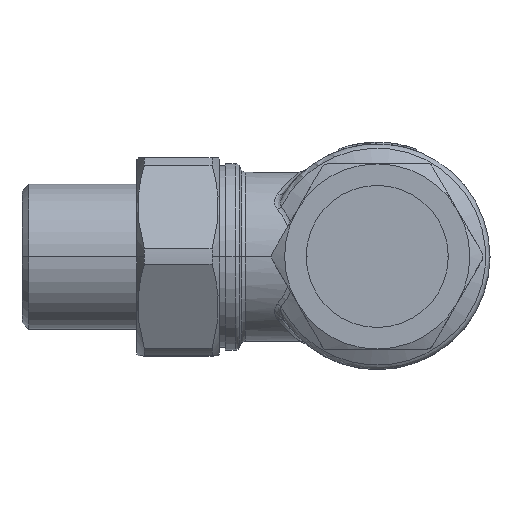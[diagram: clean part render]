
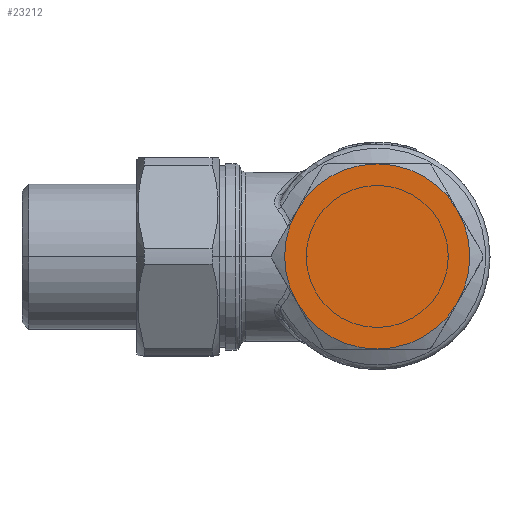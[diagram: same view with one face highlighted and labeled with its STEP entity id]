
A CAD part, top view. The second image highlights one B-rep face of the part: STEP entity #23212.
In plain terms, the highlighted planar face has unit normal (0, 0, 1).
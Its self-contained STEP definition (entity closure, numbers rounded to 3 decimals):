
#1618=CARTESIAN_POINT('',(0.,21.35,46.));
#1804=CARTESIAN_POINT('',(0.,-21.35,46.));
#1903=CARTESIAN_POINT('',(-18.49,-10.675,46.));
#1953=CARTESIAN_POINT('',(0.,0.,46.));
#1954=DIRECTION('',(0.,0.,1.));
#1955=DIRECTION('',(-0.866,0.5,0.));
#1956=AXIS2_PLACEMENT_3D('',#1953,#1954,#1955);
#1975=CARTESIAN_POINT('',(-18.49,10.675,46.));
#2066=CARTESIAN_POINT('',(0.,0.,46.));
#2067=DIRECTION('',(0.,0.,-1.));
#2068=DIRECTION('',(0.866,-0.5,0.));
#2069=AXIS2_PLACEMENT_3D('',#2066,#2067,#2068);
#2071=CARTESIAN_POINT('',(0.,0.,46.));
#2072=DIRECTION('',(0.,0.,-1.));
#2073=DIRECTION('',(0.,-1.,0.));
#2074=AXIS2_PLACEMENT_3D('',#2071,#2072,#2073);
#2076=CARTESIAN_POINT('',(0.,0.,46.));
#2077=DIRECTION('',(0.,0.,1.));
#2078=DIRECTION('',(0.,1.,0.));
#2079=AXIS2_PLACEMENT_3D('',#2076,#2077,#2078);
#2081=CARTESIAN_POINT('',(0.,0.,46.));
#2082=DIRECTION('',(0.,0.,1.));
#2083=DIRECTION('',(0.866,0.5,0.));
#2084=AXIS2_PLACEMENT_3D('',#2081,#2082,#2083);
#2096=CARTESIAN_POINT('',(0.,0.,46.));
#2097=DIRECTION('',(0.,0.,1.));
#2098=DIRECTION('',(0.866,-0.5,0.));
#2099=AXIS2_PLACEMENT_3D('',#2096,#2097,#2098);
#2113=CARTESIAN_POINT('',(18.49,10.675,46.));
#2165=CARTESIAN_POINT('',(18.49,-10.675,46.));
#17174=VERTEX_POINT('',#2165);
#17177=VERTEX_POINT('',#1804);
#17180=VERTEX_POINT('',#1903);
#17183=VERTEX_POINT('',#1975);
#17186=VERTEX_POINT('',#1618);
#17189=VERTEX_POINT('',#2113);
#23197=CARTESIAN_POINT('',(0.,0.,46.));
#23198=DIRECTION('',(0.,0.,1.));
#23199=DIRECTION('',(-1.,0.,0.));
#23200=AXIS2_PLACEMENT_3D('',#23197,#23198,#23199);
#23201=PLANE('',#23200);
#23203=ORIENTED_EDGE('',*,*,#23202,.F.);
#23205=ORIENTED_EDGE('',*,*,#23204,.T.);
#23206=ORIENTED_EDGE('',*,*,#22733,.T.);
#23207=ORIENTED_EDGE('',*,*,#22947,.F.);
#23208=ORIENTED_EDGE('',*,*,#23005,.F.);
#23209=ORIENTED_EDGE('',*,*,#21913,.F.);
#23210=EDGE_LOOP('',(#23203,#23205,#23206,#23207,#23208,#23209));
#23211=FACE_OUTER_BOUND('',#23210,.F.);
#1957=CIRCLE('',#1956,21.35);
#2070=CIRCLE('',#2069,21.35);
#2075=CIRCLE('',#2074,21.35);
#2080=CIRCLE('',#2079,21.35);
#2085=CIRCLE('',#2084,21.35);
#2100=CIRCLE('',#2099,21.35);
#21913=EDGE_CURVE('',#17189,#17186,#2085,.T.);
#22733=EDGE_CURVE('',#17177,#17180,#2075,.T.);
#22947=EDGE_CURVE('',#17183,#17180,#1957,.T.);
#23005=EDGE_CURVE('',#17186,#17183,#2080,.T.);
#23202=EDGE_CURVE('',#17174,#17189,#2100,.T.);
#23204=EDGE_CURVE('',#17174,#17177,#2070,.T.);
#23212=ADVANCED_FACE('',(#23211),#23201,.T.);
